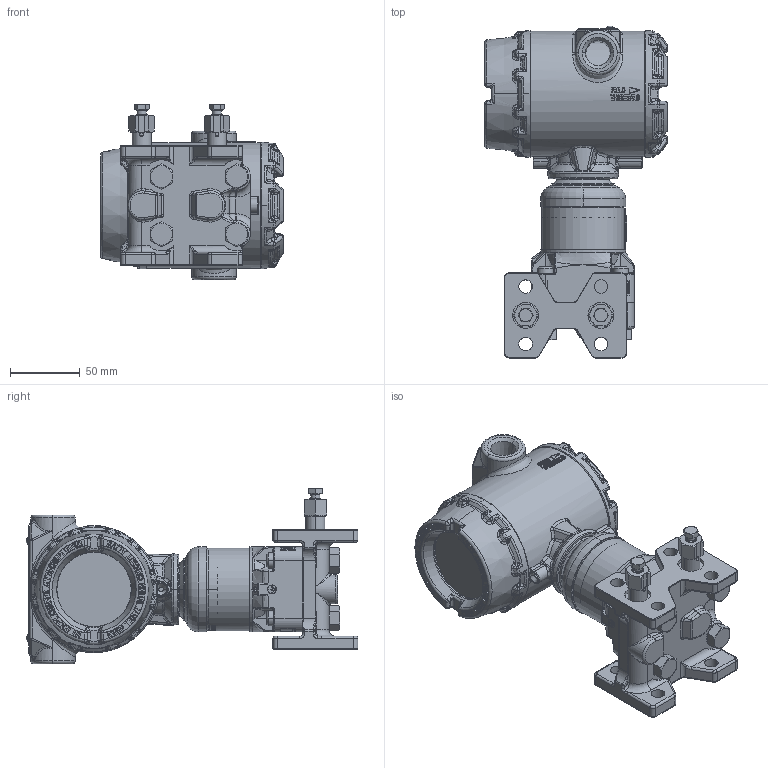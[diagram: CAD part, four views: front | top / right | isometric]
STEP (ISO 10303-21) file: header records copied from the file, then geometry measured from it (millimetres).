
FILE_DESCRIPTION((''),'2;1');
FILE_NAME('3051SXCD1A2F12A1AM5_SW0001','2016-06-16T',('johnarm'),('Rosemount Measurement Division'),'PRO/ENGINEER BY PARAMETRIC TECHNOLOGY CORPORATION, 2013430','PRO/ENGINEER BY PARAMETRIC TECHNOLOGY CORPORATION, 2013430','');
FILE_SCHEMA(('CONFIG_CONTROL_DESIGN'));
Products named in the file (1): 3051SXCD1A2F12A1AM5_SW0001
Bounding box: 131.32 x 238.12 x 125.88 mm (x, y, z)
Surface area: 175177.8 mm2 (no closed solid volume)
Topology: 0 solids, 136 shells, 2760 faces, 10163 edges, 7401 vertices
Faces by surface type: plane 996, bspline 714, cylinder 428, torus 257, cone 162, extrusion 105, sphere 98
Entity records: 135293 total; most frequent: CARTESIAN_POINT 58203, ORIENTED_EDGE 16140, DIRECTION 13149, EDGE_CURVE 10152, VERTEX_POINT 7401, VECTOR 4955, LINE 4850, AXIS2_PLACEMENT_3D 4097
